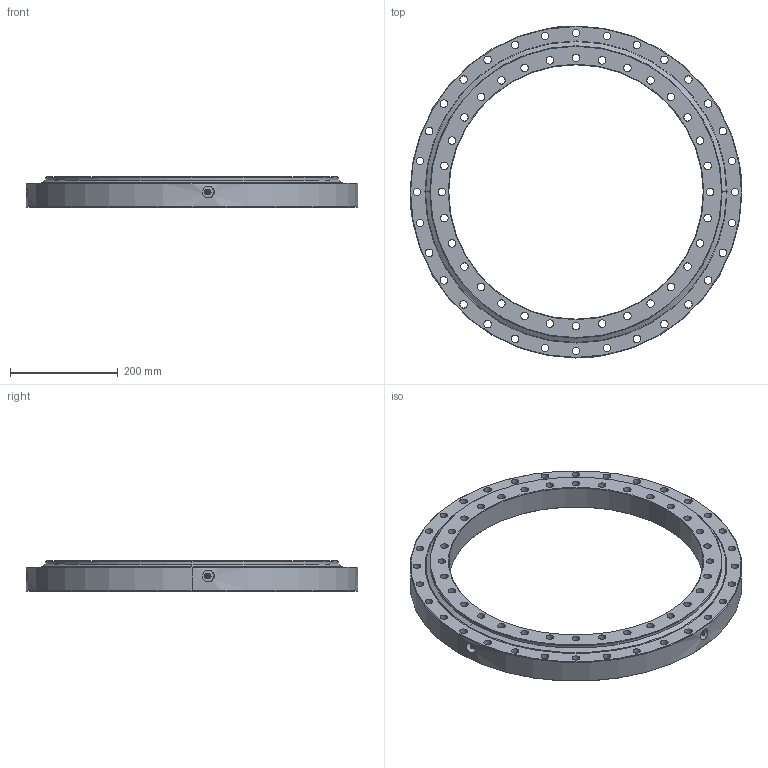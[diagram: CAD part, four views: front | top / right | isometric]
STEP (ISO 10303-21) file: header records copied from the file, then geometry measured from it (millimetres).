
FILE_DESCRIPTION (( 'STEP AP214' ), '1' );
FILE_NAME ('SD.616.20.00.B.STEP', '2015-12-03T10:38:37', ( '' ), ( '' ), 'SwSTEP 2.0', 'SolidWorks 2015', '' );
FILE_SCHEMA (( 'AUTOMOTIVE_DESIGN' ));
Length unit declared in the file: millimetre
Products named in the file (7): SD.616.20.00.B; Grease nipple M10x1mm; A.616.B20B.A1N.0 - OR Seal; A.616.B20B.A1N.0 - IR Seal; Ball D20; A.616.B20B.A1N.0 - OR; A.616.B20B.A1N.0 - IR
Assembly tree (81 placements, depth 2):
  SD.616.20.00.B
    A.616.B20B.A1N.0 - IR
    A.616.B20B.A1N.0 - OR
    Ball D20  x73
    A.616.B20B.A1N.0 - IR Seal
    A.616.B20B.A1N.0 - OR Seal
    Grease nipple M10x1mm  x4
Bounding box: 616 x 616 x 56 mm (x, y, z)
Volume: 4735710.8 mm3; surface area: 952614.9 mm2
Topology: 81 solids, 81 shells, 537 faces, 1462 edges, 955 vertices
Faces by surface type: cylinder 192, sphere 146, cone 96, plane 58, torus 45
Entity records: 10700 total; most frequent: CARTESIAN_POINT 2296, DIRECTION 1884, ORIENTED_EDGE 1474, AXIS2_PLACEMENT_3D 828, EDGE_CURVE 737, VERTEX_POINT 466, CIRCLE 453, EDGE_LOOP 445
